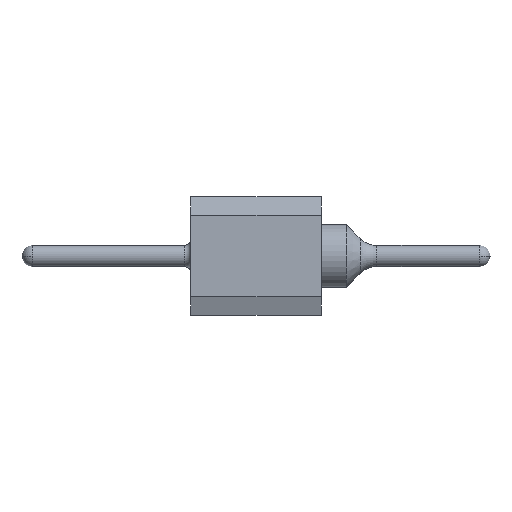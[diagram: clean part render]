
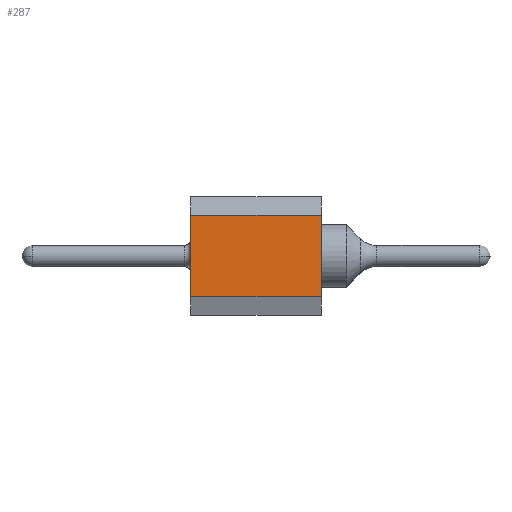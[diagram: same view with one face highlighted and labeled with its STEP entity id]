
A CAD part, left-side view. The second image highlights one B-rep face of the part: STEP entity #287.
In plain terms, the highlighted planar face has unit normal (-1, 0, 0).
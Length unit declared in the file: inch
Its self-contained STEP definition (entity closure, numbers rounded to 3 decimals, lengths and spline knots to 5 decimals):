
#117 = FACE_OUTER_BOUND ( 'NONE', #2816, .T. ) ;
#199 = CARTESIAN_POINT ( 'NONE',  ( -0.01203, -0.11, -0.08425 ) ) ;
#211 = LINE ( 'NONE', #6403, #7044 ) ;
#287 = ADVANCED_FACE ( 'NONE', ( #117 ), #8277, .T. ) ;
#315 = CARTESIAN_POINT ( 'NONE',  ( -0.01203, -0.11, -0.08425 ) ) ;
#1348 = DIRECTION ( 'NONE',  ( 0., 0., 1. ) ) ;
#1402 = EDGE_CURVE ( 'NONE', #3463, #6919, #2902, .T. ) ;
#1477 = DIRECTION ( 'NONE',  ( 0., 0., 1. ) ) ;
#1669 = ORIENTED_EDGE ( 'NONE', *, *, #2713, .F. ) ;
#2065 = CARTESIAN_POINT ( 'NONE',  ( -0.01203, 0., -0.08425 ) ) ;
#2187 = CARTESIAN_POINT ( 'NONE',  ( -0.01203, -0.11, -0.01575 ) ) ;
#2250 = DIRECTION ( 'NONE',  ( 0., 1., 0. ) ) ;
#2713 = EDGE_CURVE ( 'NONE', #7819, #6587, #4062, .T. ) ;
#2816 = EDGE_LOOP ( 'NONE', ( #1669, #8166, #8629, #8328 ) ) ;
#2902 = LINE ( 'NONE', #199, #3820 ) ;
#3309 = LINE ( 'NONE', #8176, #5295 ) ;
#3396 = DIRECTION ( 'NONE',  ( 0., 1., 0. ) ) ;
#3463 = VERTEX_POINT ( 'NONE', #315 ) ;
#3820 = VECTOR ( 'NONE', #1477, 39.37008 ) ;
#4062 = LINE ( 'NONE', #2065, #6734 ) ;
#4157 = DIRECTION ( 'NONE',  ( 0., 0., 1. ) ) ;
#4519 = EDGE_CURVE ( 'NONE', #3463, #7819, #211, .T. ) ;
#4825 = CARTESIAN_POINT ( 'NONE',  ( -0.01203, 0., -0.01575 ) ) ;
#4861 = CARTESIAN_POINT ( 'NONE',  ( -0.01203, -0.11, -0.08425 ) ) ;
#5295 = VECTOR ( 'NONE', #3396, 39.37008 ) ;
#5535 = AXIS2_PLACEMENT_3D ( 'NONE', #4861, #6934, #4157 ) ;
#6403 = CARTESIAN_POINT ( 'NONE',  ( -0.01203, -0.11, -0.08425 ) ) ;
#6587 = VERTEX_POINT ( 'NONE', #4825 ) ;
#6734 = VECTOR ( 'NONE', #1348, 39.37008 ) ;
#6882 = EDGE_CURVE ( 'NONE', #6919, #6587, #3309, .T. ) ;
#6919 = VERTEX_POINT ( 'NONE', #2187 ) ;
#6934 = DIRECTION ( 'NONE',  ( -1., 0., 0. ) ) ;
#7044 = VECTOR ( 'NONE', #2250, 39.37008 ) ;
#7819 = VERTEX_POINT ( 'NONE', #8194 ) ;
#8166 = ORIENTED_EDGE ( 'NONE', *, *, #4519, .F. ) ;
#8176 = CARTESIAN_POINT ( 'NONE',  ( -0.01203, -0.11, -0.01575 ) ) ;
#8194 = CARTESIAN_POINT ( 'NONE',  ( -0.01203, 0., -0.08425 ) ) ;
#8277 = PLANE ( 'NONE',  #5535 ) ;
#8328 = ORIENTED_EDGE ( 'NONE', *, *, #6882, .T. ) ;
#8629 = ORIENTED_EDGE ( 'NONE', *, *, #1402, .T. ) ;
